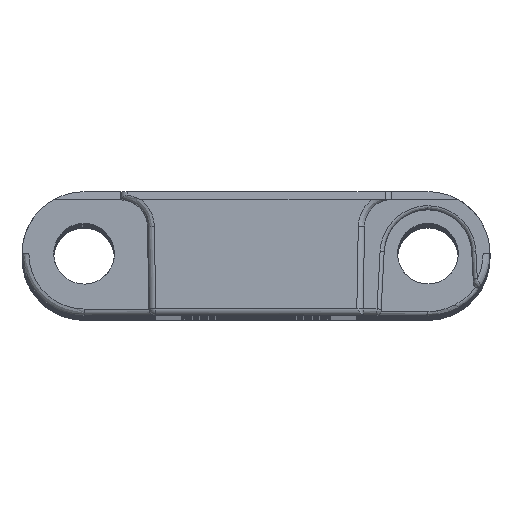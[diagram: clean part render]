
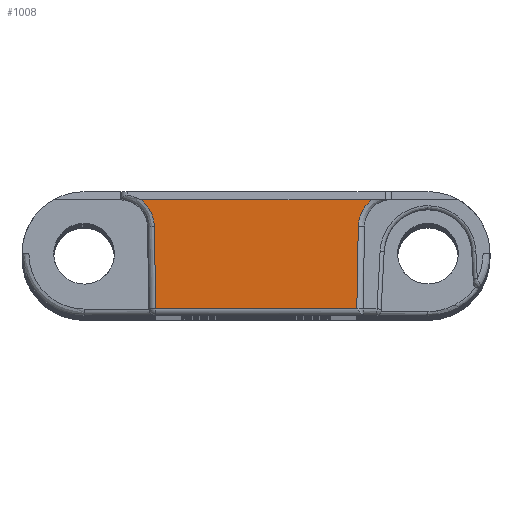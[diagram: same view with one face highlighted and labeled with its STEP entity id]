
A CAD part, top view. The second image highlights one B-rep face of the part: STEP entity #1008.
In plain terms, the highlighted planar face has unit normal (0, -0.018, 1).
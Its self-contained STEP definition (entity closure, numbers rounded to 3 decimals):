
#1008 = ADVANCED_FACE( '', ( #3102 ), #3103, .T. );
#3102 = FACE_OUTER_BOUND( '', #41453, .T. );
#3103 = PLANE( '', #41454 );
#41453 = EDGE_LOOP( '', ( #50117, #50118, #50119, #50120, #50121, #50122, #50123 ) );
#41454 = AXIS2_PLACEMENT_3D( '', #50124, #50125, #50126 );
#50117 = ORIENTED_EDGE( '', *, *, #51303, .T. );
#50118 = ORIENTED_EDGE( '', *, *, #50879, .T. );
#50119 = ORIENTED_EDGE( '', *, *, #53433, .T. );
#50120 = ORIENTED_EDGE( '', *, *, #53342, .T. );
#50121 = ORIENTED_EDGE( '', *, *, #53390, .T. );
#50122 = ORIENTED_EDGE( '', *, *, #53434, .T. );
#50123 = ORIENTED_EDGE( '', *, *, #52032, .T. );
#50124 = CARTESIAN_POINT( '', ( 0., 0., 102. ) );
#50125 = DIRECTION( '', ( 0., -0.017, 1. ) );
#50126 = DIRECTION( '', ( -1., 0., 0. ) );
#50879 = EDGE_CURVE( '', #53467, #53465, #53468, .T. );
#51303 = EDGE_CURVE( '', #54282, #53467, #54283, .T. );
#52032 = EDGE_CURVE( '', #55581, #54282, #55582, .T. );
#53342 = EDGE_CURVE( '', #56956, #57512, #57513, .T. );
#53390 = EDGE_CURVE( '', #57512, #57570, #57571, .T. );
#53433 = EDGE_CURVE( '', #53465, #56956, #57618, .T. );
#53434 = EDGE_CURVE( '', #57570, #55581, #57619, .T. );
#53465 = VERTEX_POINT( '', #57655 );
#53467 = VERTEX_POINT( '', #57669 );
#53468 = CIRCLE( '', #57670, 2.509 );
#54282 = VERTEX_POINT( '', #59529 );
#54283 = LINE( '', #59530, #59531 );
#55581 = VERTEX_POINT( '', #62360 );
#55582 = CIRCLE( '', #62361, 2.466 );
#56956 = VERTEX_POINT( '', #65266 );
#57512 = VERTEX_POINT( '', #66257 );
#57513 = LINE( '', #66258, #66259 );
#57570 = VERTEX_POINT( '', #66362 );
#57571 = CIRCLE( '', #66363, 0.702 );
#57618 = LINE( '', #66433, #66434 );
#57619 = LINE( '', #66435, #66436 );
#57655 = CARTESIAN_POINT( '', ( -7.539, -1.963, 101.966 ) );
#57669 = CARTESIAN_POINT( '', ( -8.543, 0., 102. ) );
#57670 = AXIS2_PLACEMENT_3D( '', #66495, #66496, #66497 );
#59529 = CARTESIAN_POINT( '', ( 8.61, 0., 102. ) );
#59530 = CARTESIAN_POINT( '', ( 0., 0., 102. ) );
#59531 = VECTOR( '', #67159, 1000. );
#62360 = CARTESIAN_POINT( '', ( 7.582, -1.96, 101.966 ) );
#62361 = AXIS2_PLACEMENT_3D( '', #68324, #68325, #68326 );
#65266 = CARTESIAN_POINT( '', ( -7.432, -8.098, 101.859 ) );
#66257 = CARTESIAN_POINT( '', ( 7.475, -8.098, 101.859 ) );
#66258 = CARTESIAN_POINT( '', ( 0., -8.098, 101.859 ) );
#66259 = VECTOR( '', #70436, 1000. );
#66362 = CARTESIAN_POINT( '', ( 7.475, -8.095, 101.859 ) );
#66363 = AXIS2_PLACEMENT_3D( '', #70513, #70514, #70515 );
#66433 = CARTESIAN_POINT( '', ( -7.571, -0.132, 101.998 ) );
#66434 = VECTOR( '', #70596, 1000. );
#66435 = CARTESIAN_POINT( '', ( 7.614, -0.133, 101.998 ) );
#66436 = VECTOR( '', #70597, 1000. );
#66495 = CARTESIAN_POINT( '', ( -10.047, -2.007, 101.965 ) );
#66496 = DIRECTION( '', ( 0., 0.017, -1. ) );
#66497 = DIRECTION( '', ( 0.6, 0.8, 0.014 ) );
#67159 = DIRECTION( '', ( -1., 0., 0. ) );
#68324 = CARTESIAN_POINT( '', ( 10.047, -2.003, 101.965 ) );
#68325 = DIRECTION( '', ( 0., 0.017, -1. ) );
#68326 = DIRECTION( '', ( -1., 0.017, 0. ) );
#70436 = DIRECTION( '', ( 1., 0., 0. ) );
#70513 = CARTESIAN_POINT( '', ( 6.773, -8.082, 101.859 ) );
#70514 = DIRECTION( '', ( 0., -0.017, 1. ) );
#70515 = DIRECTION( '', ( 1., -0.021, 0. ) );
#70596 = DIRECTION( '', ( 0.017, -1., -0.017 ) );
#70597 = DIRECTION( '', ( 0.017, 1., 0.017 ) );
